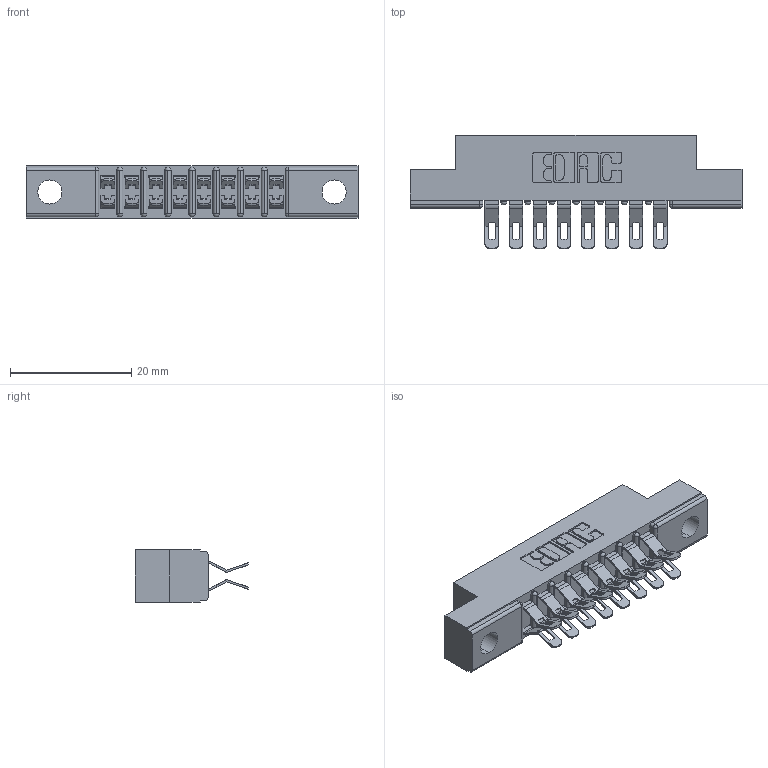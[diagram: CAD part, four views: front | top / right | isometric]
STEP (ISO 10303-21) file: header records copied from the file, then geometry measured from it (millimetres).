
FILE_DESCRIPTION (( 'STEP AP203' ), '1' );
FILE_NAME ('357-016-455-204.STEP', '2020-10-02T19:21:40', ( '' ), ( '' ), 'SwSTEP 2.0', 'SolidWorks 2020', '' );
FILE_SCHEMA (( 'CONFIG_CONTROL_DESIGN' ));
Length unit declared in the file: inch
Products named in the file (3): 307-290-001_555; 307 Part_.156 Dia Mounting Holes; 357-016-455-204
Assembly tree (17 placements, depth 2):
  357-016-455-204
    307 Part_.156 Dia Mounting Holes
    307-290-001_555  x16
Bounding box: 54.71 x 18.75 x 8.71 mm (x, y, z)
Volume: 3522 mm3; surface area: 5642.4 mm2
Topology: 17 solids, 17 shells, 1117 faces, 3255 edges, 2122 vertices
Faces by surface type: plane 628, cylinder 471, sphere 18
Entity records: 12261 total; most frequent: CARTESIAN_POINT 2026, ORIENTED_EDGE 2004, DIRECTION 1998, EDGE_CURVE 1002, VECTOR 750, LINE 750, VERTEX_POINT 652, AXIS2_PLACEMENT_3D 624
